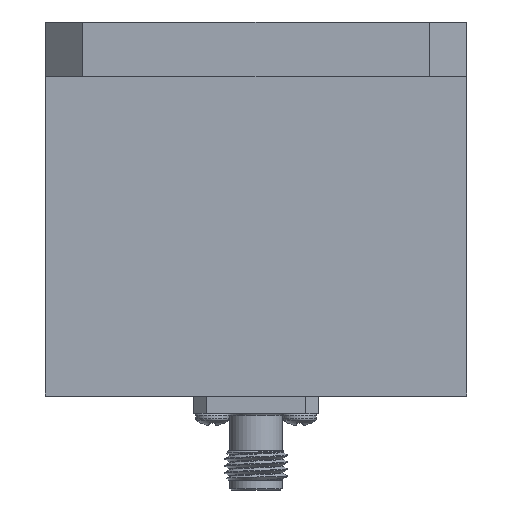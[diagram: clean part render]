
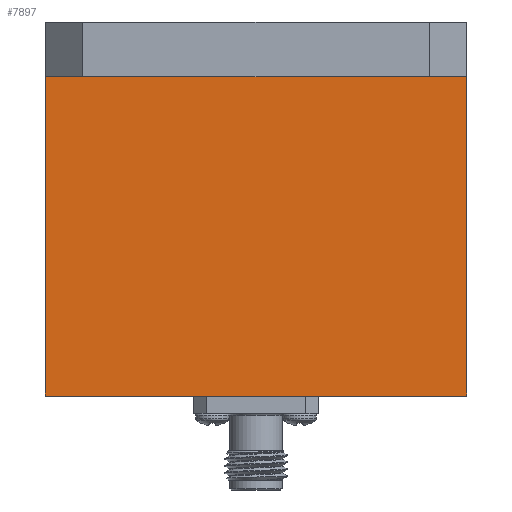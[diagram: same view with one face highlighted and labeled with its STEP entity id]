
A CAD part, front view. The second image highlights one B-rep face of the part: STEP entity #7897.
In plain terms, the highlighted planar face has unit normal (0, -1, 0).
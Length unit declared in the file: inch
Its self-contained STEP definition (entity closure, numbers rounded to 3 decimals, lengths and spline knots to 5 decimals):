
#948 = VECTOR ( 'NONE', #13169, 39.37008 ) ;
#1318 = LINE ( 'NONE', #7105, #13589 ) ;
#1536 = DIRECTION ( 'NONE',  ( 1., 0., 0. ) ) ;
#1777 = EDGE_CURVE ( 'NONE', #2658, #13230, #7379, .T. ) ;
#2251 = LINE ( 'NONE', #3514, #4159 ) ;
#2591 = CARTESIAN_POINT ( 'NONE',  ( 0.8445, -0.475, -1.5 ) ) ;
#2658 = VERTEX_POINT ( 'NONE', #2591 ) ;
#2897 = AXIS2_PLACEMENT_3D ( 'NONE', #8126, #11472, #10360 ) ;
#3281 = EDGE_LOOP ( 'NONE', ( #14192, #3962, #8549, #12196 ) ) ;
#3356 = CARTESIAN_POINT ( 'NONE',  ( -0.8445, -0.475, -1.5 ) ) ;
#3514 = CARTESIAN_POINT ( 'NONE',  ( 0., -0.475, -0.22 ) ) ;
#3962 = ORIENTED_EDGE ( 'NONE', *, *, #14554, .T. ) ;
#4159 = VECTOR ( 'NONE', #11297, 39.37008 ) ;
#4212 = VECTOR ( 'NONE', #12190, 39.37008 ) ;
#5660 = VERTEX_POINT ( 'NONE', #3356 ) ;
#5761 = PLANE ( 'NONE',  #2897 ) ;
#6050 = CARTESIAN_POINT ( 'NONE',  ( -0.8445, -0.475, -0.22 ) ) ;
#7105 = CARTESIAN_POINT ( 'NONE',  ( -0.8445, -0.475, -1.5 ) ) ;
#7379 = LINE ( 'NONE', #14316, #948 ) ;
#7724 = CARTESIAN_POINT ( 'NONE',  ( -0.8445, -0.475, -1.5 ) ) ;
#7897 = ADVANCED_FACE ( 'NONE', ( #10505 ), #5761, .T. ) ;
#8126 = CARTESIAN_POINT ( 'NONE',  ( -0.8445, -0.475, -1.5 ) ) ;
#8549 = ORIENTED_EDGE ( 'NONE', *, *, #13005, .F. ) ;
#10360 = DIRECTION ( 'NONE',  ( 0., 0., -1. ) ) ;
#10505 = FACE_OUTER_BOUND ( 'NONE', #3281, .T. ) ;
#11297 = DIRECTION ( 'NONE',  ( -1., 0., 0. ) ) ;
#11472 = DIRECTION ( 'NONE',  ( 0., -1., 0. ) ) ;
#11513 = EDGE_CURVE ( 'NONE', #5660, #2658, #1318, .T. ) ;
#12190 = DIRECTION ( 'NONE',  ( 0., 0., 1. ) ) ;
#12196 = ORIENTED_EDGE ( 'NONE', *, *, #11513, .T. ) ;
#12600 = CARTESIAN_POINT ( 'NONE',  ( 0.8445, -0.475, -0.22 ) ) ;
#12680 = VERTEX_POINT ( 'NONE', #6050 ) ;
#13005 = EDGE_CURVE ( 'NONE', #5660, #12680, #13232, .T. ) ;
#13169 = DIRECTION ( 'NONE',  ( 0., 0., 1. ) ) ;
#13230 = VERTEX_POINT ( 'NONE', #12600 ) ;
#13232 = LINE ( 'NONE', #7724, #4212 ) ;
#13589 = VECTOR ( 'NONE', #1536, 39.37008 ) ;
#14192 = ORIENTED_EDGE ( 'NONE', *, *, #1777, .T. ) ;
#14316 = CARTESIAN_POINT ( 'NONE',  ( 0.8445, -0.475, -1.5 ) ) ;
#14554 = EDGE_CURVE ( 'NONE', #13230, #12680, #2251, .T. ) ;
